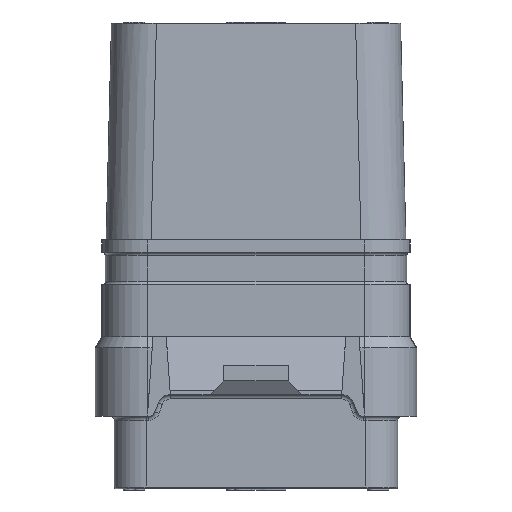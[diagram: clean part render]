
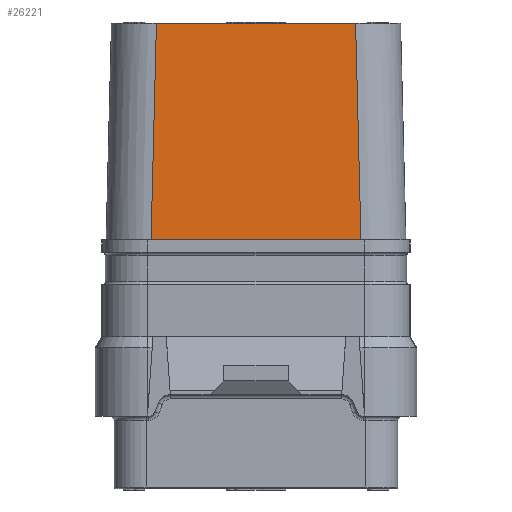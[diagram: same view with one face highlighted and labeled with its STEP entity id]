
A CAD part, front view. The second image highlights one B-rep face of the part: STEP entity #26221.
In plain terms, the highlighted planar face has unit normal (0, -1, 0.025).
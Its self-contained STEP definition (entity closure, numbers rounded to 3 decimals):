
#76=DIRECTION('',(1.,0.,0.));
#77=VECTOR('',#76,9.8);
#78=CARTESIAN_POINT('',(-4.9,-6.,0.));
#79=LINE('',#78,#77);
#109=DIRECTION('',(-0.025,0.025,0.999));
#110=VECTOR('',#109,10.126);
#111=CARTESIAN_POINT('',(4.9,-6.,0.));
#112=LINE('',#111,#110);
#113=DIRECTION('',(0.025,0.025,0.999));
#114=VECTOR('',#113,10.126);
#115=CARTESIAN_POINT('',(-4.9,-6.,0.));
#116=LINE('',#115,#114);
#3183=DIRECTION('',(1.,0.,0.));
#3184=VECTOR('',#3183,9.3);
#3185=CARTESIAN_POINT('',(-4.65,-5.75,10.12));
#3186=LINE('',#3185,#3184);
#20361=CARTESIAN_POINT('',(-4.65,-5.75,10.12));
#20362=VERTEX_POINT('',#20361);
#20363=CARTESIAN_POINT('',(4.65,-5.75,10.12));
#20364=VERTEX_POINT('',#20363);
#20377=CARTESIAN_POINT('',(-4.9,-6.,0.));
#20378=VERTEX_POINT('',#20377);
#20379=CARTESIAN_POINT('',(4.9,-6.,0.));
#20380=VERTEX_POINT('',#20379);
#26208=CARTESIAN_POINT('',(0.,-5.875,5.06));
#26209=DIRECTION('',(0.,-1.,0.025));
#26210=DIRECTION('',(1.,0.,0.));
#26211=AXIS2_PLACEMENT_3D('',#26208,#26209,#26210);
#26212=PLANE('',#26211);
#26213=ORIENTED_EDGE('',*,*,#26072,.F.);
#26215=ORIENTED_EDGE('',*,*,#26214,.T.);
#26217=ORIENTED_EDGE('',*,*,#26216,.T.);
#26218=ORIENTED_EDGE('',*,*,#26200,.F.);
#26219=EDGE_LOOP('',(#26213,#26215,#26217,#26218));
#26220=FACE_OUTER_BOUND('',#26219,.F.);
#26221=ADVANCED_FACE('',(#26220),#26212,.T.);
#26072=EDGE_CURVE('',#20378,#20380,#79,.T.);
#26200=EDGE_CURVE('',#20380,#20364,#112,.T.);
#26214=EDGE_CURVE('',#20378,#20362,#116,.T.);
#26216=EDGE_CURVE('',#20362,#20364,#3186,.T.);
